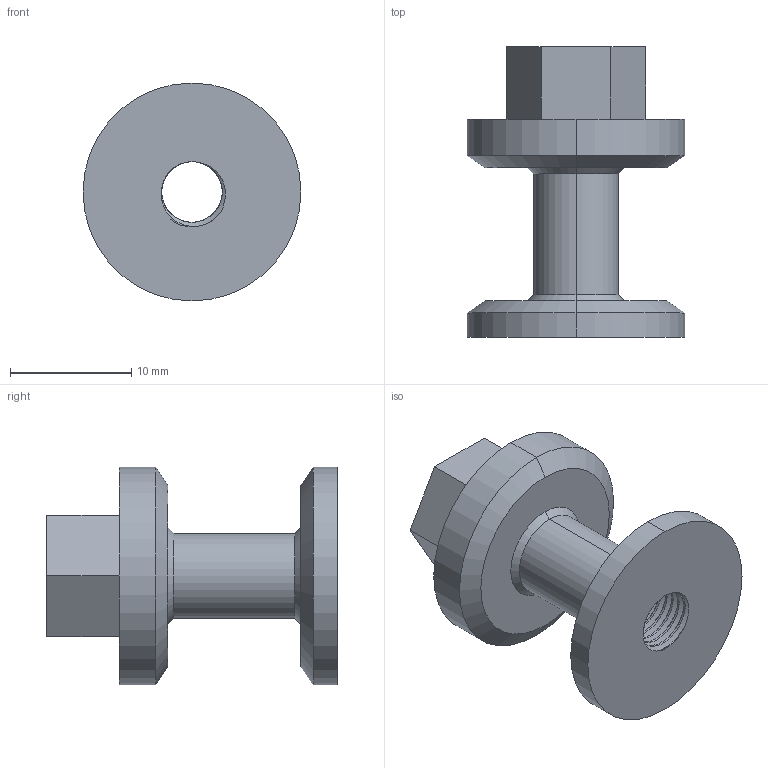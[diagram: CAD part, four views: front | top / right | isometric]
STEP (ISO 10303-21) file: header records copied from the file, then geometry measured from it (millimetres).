
FILE_DESCRIPTION (( 'STEP AP214' ), '1' );
FILE_NAME ('Pion de coque AR.STEP', '2023-05-12T14:59:02', ( '' ), ( '' ), 'SwSTEP 2.0', 'SolidWorks 2023', '' );
FILE_SCHEMA (( 'AUTOMOTIVE_DESIGN' ));
Length unit declared in the file: millimetre
Products named in the file (1): Pion de coque AR
Bounding box: 18 x 24 x 18 mm (x, y, z)
Volume: 2112.1 mm3; surface area: 2304.2 mm2
Topology: 1 solids, 1 shells, 98 faces, 271 edges, 178 vertices
Faces by surface type: cylinder 76, plane 11, cone 8, bspline 3
Entity records: 12938 total; most frequent: CARTESIAN_POINT 10763, ORIENTED_EDGE 542, DIRECTION 339, EDGE_CURVE 271, VERTEX_POINT 178, AXIS2_PLACEMENT_3D 119, EDGE_LOOP 103, VECTOR 101
